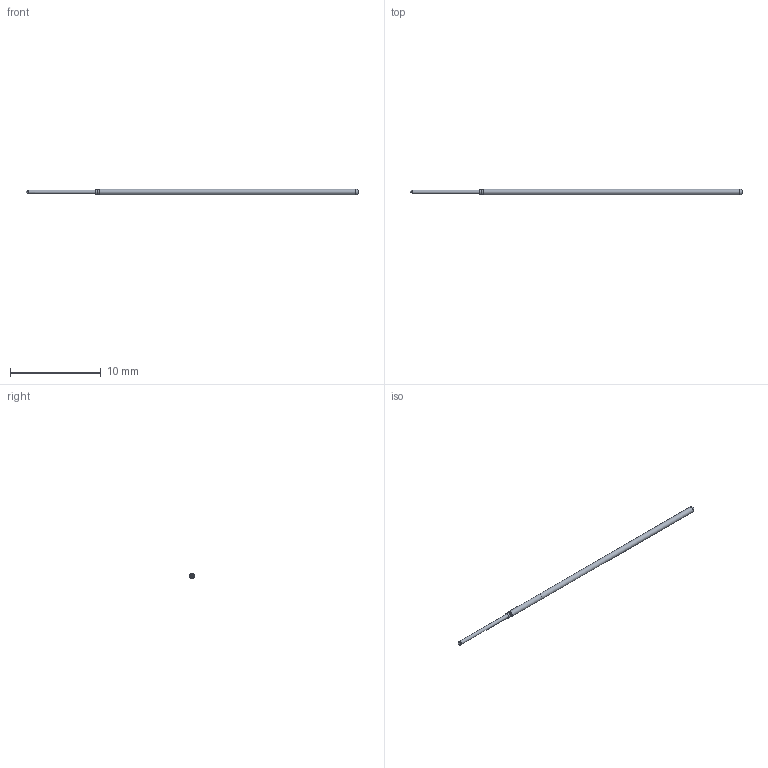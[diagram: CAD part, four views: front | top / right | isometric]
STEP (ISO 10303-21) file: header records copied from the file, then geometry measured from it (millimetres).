
FILE_DESCRIPTION (( 'STEP AP214' ), '1' );
FILE_NAME ('039-2543.STEP', '2020-02-20T13:12:14', ( '' ), ( '' ), 'SwSTEP 2.0', 'SolidWorks 2019', '' );
FILE_SCHEMA (( 'AUTOMOTIVE_DESIGN' ));
Length unit declared in the file: inch
Products named in the file (1): 039-2543
Bounding box: 36.5 x 0.62 x 0.62 mm (x, y, z)
Volume: 10.4 mm3; surface area: 73.6 mm2
Topology: 2 solids, 2 shells, 17 faces, 35 edges, 22 vertices
Faces by surface type: bspline 6, cylinder 4, plane 4, cone 2, torus 1
Full cylindrical faces by diameter (mm): 0.401 x1, 0.478 x1, 0.523 x1, 0.617 x1
Entity records: 1428 total; most frequent: CARTESIAN_POINT 886, ORIENTED_EDGE 52, DIRECTION 38, EDGE_CURVE 26, EDGE_LOOP 24, FACE_OUTER_BOUND 22, UNCERTAINTY_MEASURE_WITH_UNIT 21, LENGTH_MEASURE_WITH_UNIT 21
